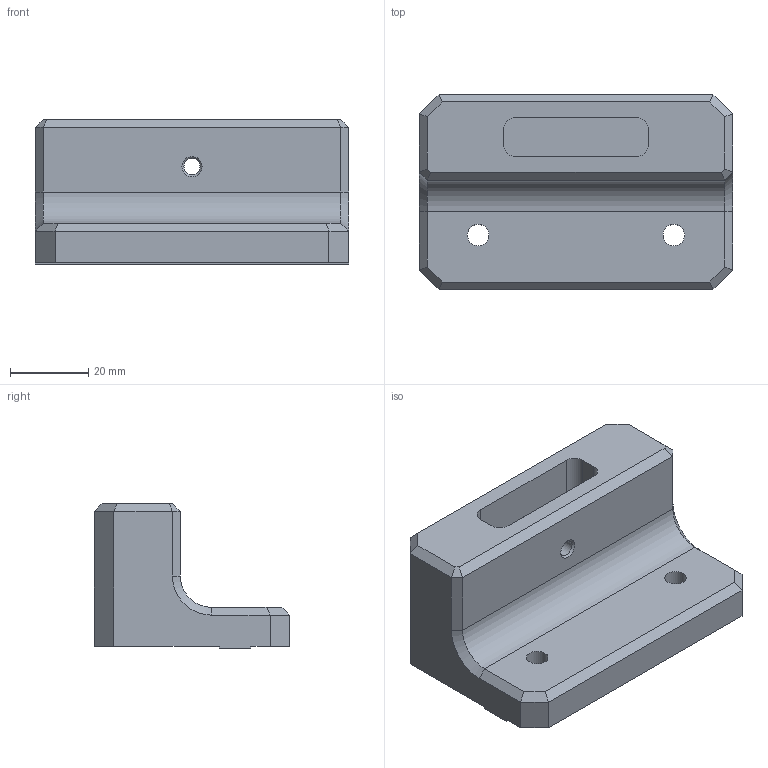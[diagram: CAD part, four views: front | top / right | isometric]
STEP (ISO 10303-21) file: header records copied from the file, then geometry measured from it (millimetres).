
FILE_DESCRIPTION(/* description */ ('','CAx-IF Rec.Pracs.---Representation and Presentation of Product Manufacturing Information (PMI)---4.0---2014-10-13'),/* implementation_level */ '2;1');
FILE_NAME(/* name */ 'MD10-00-000 - SUPORTE CMERA WEBCAM LOGITECH.stp',/* time_stamp */ '2025-10-02T14:46:00-04:00',/* author */ ('wandr'),/* organization */ ('ELGIN'),/* preprocessor_version */ 'ST-DEVELOPER v20.1',/* originating_system */ 'Autodesk Inventor 2026',/* authorisation */ '');
FILE_SCHEMA (('AP242_MANAGED_MODEL_BASED_3D_ENGINEERING_MIM_LF { 1 0 10303 442 2 1 4 }'));
Length unit declared in the file: millimetre
Products named in the file (1): SUPORTE CÂMERA WEBCAM LOGITECH
Bounding box: 80 x 50 x 37 mm (x, y, z)
Volume: 72822.1 mm3; surface area: 18501.7 mm2
Topology: 1 solids, 1 shells, 49 faces, 121 edges, 75 vertices
Faces by surface type: plane 36, cylinder 9, cone 4
Full cylindrical faces by diameter (mm): 4.134 x2, 5.5 x2
Entity records: 1834 total; most frequent: CARTESIAN_POINT 358, DIRECTION 280, ORIENTED_EDGE 242, EDGE_CURVE 121, LINE 98, VECTOR 98, AXIS2_PLACEMENT_3D 91, VERTEX_POINT 75
